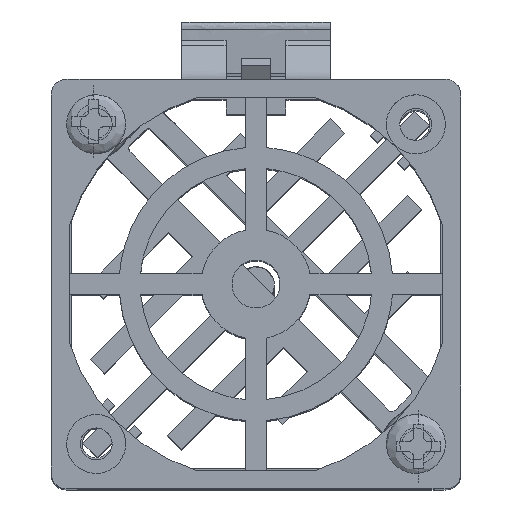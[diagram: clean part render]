
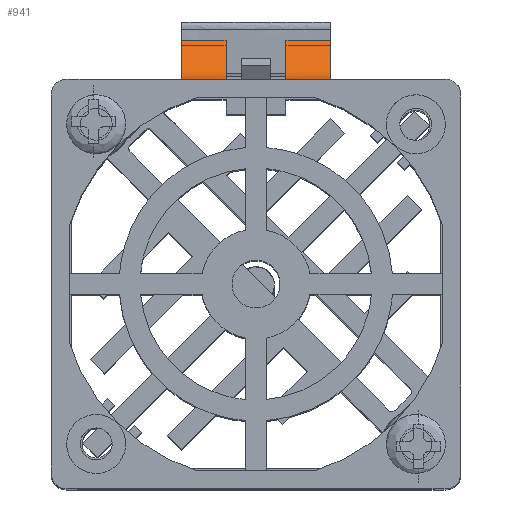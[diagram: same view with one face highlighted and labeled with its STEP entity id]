
A CAD part, top view. The second image highlights one B-rep face of the part: STEP entity #941.
In plain terms, the highlighted free-form (B-spline) face has degree [1, 2] with [2, 9] control points.
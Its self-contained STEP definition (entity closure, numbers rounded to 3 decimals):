
#941=ADVANCED_FACE($,(#1808),#11263,.T.);
#1808=FACE_OUTER_BOUND($,#2729,.T.);
#2729=EDGE_LOOP($,(#6996,#6997,#6998,#6999,#7000,#7001,#7002,#7003));
#6996=ORIENTED_EDGE($,*,*,#9297,.T.);
#6997=ORIENTED_EDGE($,*,*,#9229,.T.);
#6998=ORIENTED_EDGE($,*,*,#9244,.F.);
#6999=ORIENTED_EDGE($,*,*,#9243,.F.);
#7000=ORIENTED_EDGE($,*,*,#9242,.T.);
#7001=ORIENTED_EDGE($,*,*,#9293,.F.);
#7002=ORIENTED_EDGE($,*,*,#9294,.F.);
#7003=ORIENTED_EDGE($,*,*,#9295,.F.);
#9229=EDGE_CURVE($,#10608,#10607,#13674,.T.);
#9242=EDGE_CURVE($,#10617,#10650,#12911,.T.);
#9243=EDGE_CURVE($,#10617,#10618,#13683,.T.);
#9244=EDGE_CURVE($,#10618,#10607,#12912,.T.);
#9293=EDGE_CURVE($,#10652,#10650,#13704,.T.);
#9294=EDGE_CURVE($,#10653,#10652,#12941,.T.);
#9295=EDGE_CURVE($,#10651,#10653,#13705,.T.);
#9297=EDGE_CURVE($,#10651,#10608,#12943,.T.);
#10607=VERTEX_POINT($,#29160);
#10608=VERTEX_POINT($,#29161);
#10617=VERTEX_POINT($,#29170);
#10618=VERTEX_POINT($,#29171);
#10650=VERTEX_POINT($,#29203);
#10651=VERTEX_POINT($,#29204);
#10652=VERTEX_POINT($,#29205);
#10653=VERTEX_POINT($,#29206);
#11263=(
BOUNDED_SURFACE()
B_SPLINE_SURFACE(1,2,((#28995,#28996,#28997,#28998,#28999,#29000,#29001,
#29002,#29003),(#29004,#29005,#29006,#29007,#29008,#29009,#29010,#29011,
#29012)),.UNSPECIFIED.,.F.,.F.,.F.)
B_SPLINE_SURFACE_WITH_KNOTS((2,2),(3,2,2,2,3),(0.,15.),(-80.641,
-69.883,-69.294,-68.705,-64.912),
.UNSPECIFIED.)
GEOMETRIC_REPRESENTATION_ITEM()
RATIONAL_B_SPLINE_SURFACE(((1.,1.,1.,0.831,1.,0.831,
1.,1.,1.),(1.,1.,1.,0.831,1.,0.831,1.,1.,1.)))
REPRESENTATION_ITEM($)
SURFACE()
);
#12911=B_SPLINE_CURVE_WITH_KNOTS($,1,(#28667,#28668),.UNSPECIFIED.,.F.,.F.,
(2,2),(-15.,-10.5),.UNSPECIFIED.);
#12912=B_SPLINE_CURVE_WITH_KNOTS($,1,(#28678,#28679),.UNSPECIFIED.,.F.,.F.,
(2,2),(-15.,0.),.UNSPECIFIED.);
#12941=B_SPLINE_CURVE_WITH_KNOTS($,3,(#28899,#28900,#28901,#28902),.UNSPECIFIED.,
.F.,.F.,(4,4),(-6.,0.),.UNSPECIFIED.);
#12943=B_SPLINE_CURVE_WITH_KNOTS($,1,(#28918,#28919),.UNSPECIFIED.,.F.,.F.,
(2,2),(-4.5,0.),.UNSPECIFIED.);
#13674=(
BOUNDED_CURVE()
B_SPLINE_CURVE(2,(#28614,#28615,#28616,#28617,#28618,#28619,#28620,#28621,
#28622),.UNSPECIFIED.,.F.,.F.)
B_SPLINE_CURVE_WITH_KNOTS((3,2,2,2,3),(64.912,68.705,
69.294,69.883,80.641),.UNSPECIFIED.)
CURVE()
GEOMETRIC_REPRESENTATION_ITEM()
RATIONAL_B_SPLINE_CURVE((1.,1.,1.,0.831,1.,0.831,1.,
1.,1.))
REPRESENTATION_ITEM($)
);
#13683=(
BOUNDED_CURVE()
B_SPLINE_CURVE(2,(#28669,#28670,#28671,#28672,#28673,#28674,#28675,#28676,
#28677),.UNSPECIFIED.,.F.,.F.)
B_SPLINE_CURVE_WITH_KNOTS((3,2,2,2,3),(64.912,68.705,
69.294,69.883,80.641),.UNSPECIFIED.)
CURVE()
GEOMETRIC_REPRESENTATION_ITEM()
RATIONAL_B_SPLINE_CURVE((1.,1.,1.,0.831,1.,0.831,1.,
1.,1.))
REPRESENTATION_ITEM($)
);
#13704=(
BOUNDED_CURVE()
B_SPLINE_CURVE(3,(#28886,#28887,#28888,#28889,#28890,#28891,#28892,#28893,
#28894,#28895,#28896,#28897,#28898),.UNSPECIFIED.,.F.,.F.)
B_SPLINE_CURVE_WITH_KNOTS((4,3,3,3,4),(0.,7.757,9.289,
10.82,14.613),.UNSPECIFIED.)
CURVE()
GEOMETRIC_REPRESENTATION_ITEM()
RATIONAL_B_SPLINE_CURVE((1.,1.,1.,1.,0.888,0.888,1.,
0.888,0.888,1.,1.,1.,1.))
REPRESENTATION_ITEM($)
);
#13705=(
BOUNDED_CURVE()
B_SPLINE_CURVE(3,(#28903,#28904,#28905,#28906,#28907,#28908,#28909,#28910,
#28911,#28912,#28913,#28914,#28915),.UNSPECIFIED.,.F.,.F.)
B_SPLINE_CURVE_WITH_KNOTS((4,3,3,3,4),(0.,3.793,5.324,
6.855,14.613),.UNSPECIFIED.)
CURVE()
GEOMETRIC_REPRESENTATION_ITEM()
RATIONAL_B_SPLINE_CURVE((1.,1.,1.,1.,0.888,0.888,1.,
0.888,0.888,1.,1.,1.,1.))
REPRESENTATION_ITEM($)
);
#28614=CARTESIAN_POINT($,(79.7,47.318,121.474));
#28615=CARTESIAN_POINT($,(79.7,45.866,122.693));
#28616=CARTESIAN_POINT($,(79.7,44.413,123.912));
#28617=CARTESIAN_POINT($,(79.7,43.748,124.471));
#28618=CARTESIAN_POINT($,(79.7,42.977,124.07));
#28619=CARTESIAN_POINT($,(79.7,42.207,123.669));
#28620=CARTESIAN_POINT($,(79.7,42.282,122.803));
#28621=CARTESIAN_POINT($,(79.7,42.751,117.445));
#28622=CARTESIAN_POINT($,(79.7,43.22,112.086));
#28667=CARTESIAN_POINT($,(94.7,47.318,121.474));
#28668=CARTESIAN_POINT($,(90.2,47.318,121.474));
#28669=CARTESIAN_POINT($,(94.7,47.318,121.474));
#28670=CARTESIAN_POINT($,(94.7,45.866,122.693));
#28671=CARTESIAN_POINT($,(94.7,44.413,123.912));
#28672=CARTESIAN_POINT($,(94.7,43.748,124.471));
#28673=CARTESIAN_POINT($,(94.7,42.977,124.07));
#28674=CARTESIAN_POINT($,(94.7,42.207,123.669));
#28675=CARTESIAN_POINT($,(94.7,42.282,122.803));
#28676=CARTESIAN_POINT($,(94.7,42.751,117.445));
#28677=CARTESIAN_POINT($,(94.7,43.22,112.086));
#28678=CARTESIAN_POINT($,(94.7,43.22,112.086));
#28679=CARTESIAN_POINT($,(79.7,43.22,112.086));
#28886=CARTESIAN_POINT($,(90.2,42.958,115.075));
#28887=CARTESIAN_POINT($,(90.2,42.733,117.651));
#28888=CARTESIAN_POINT($,(90.2,42.508,120.227));
#28889=CARTESIAN_POINT($,(90.2,42.282,122.803));
#28890=CARTESIAN_POINT($,(90.2,42.235,123.344));
#28891=CARTESIAN_POINT($,(90.2,42.496,123.819));
#28892=CARTESIAN_POINT($,(90.2,42.977,124.07));
#28893=CARTESIAN_POINT($,(90.2,43.458,124.32));
#28894=CARTESIAN_POINT($,(90.2,43.997,124.261));
#28895=CARTESIAN_POINT($,(90.2,44.413,123.912));
#28896=CARTESIAN_POINT($,(90.2,45.381,123.1));
#28897=CARTESIAN_POINT($,(90.2,46.35,122.287));
#28898=CARTESIAN_POINT($,(90.2,47.318,121.474));
#28899=CARTESIAN_POINT($,(84.2,42.958,115.075));
#28900=CARTESIAN_POINT($,(86.2,42.958,115.075));
#28901=CARTESIAN_POINT($,(88.2,42.958,115.075));
#28902=CARTESIAN_POINT($,(90.2,42.958,115.075));
#28903=CARTESIAN_POINT($,(84.2,47.318,121.474));
#28904=CARTESIAN_POINT($,(84.2,46.35,122.287));
#28905=CARTESIAN_POINT($,(84.2,45.381,123.1));
#28906=CARTESIAN_POINT($,(84.2,44.413,123.912));
#28907=CARTESIAN_POINT($,(84.2,43.997,124.261));
#28908=CARTESIAN_POINT($,(84.2,43.458,124.32));
#28909=CARTESIAN_POINT($,(84.2,42.977,124.07));
#28910=CARTESIAN_POINT($,(84.2,42.496,123.819));
#28911=CARTESIAN_POINT($,(84.2,42.235,123.344));
#28912=CARTESIAN_POINT($,(84.2,42.282,122.803));
#28913=CARTESIAN_POINT($,(84.2,42.508,120.227));
#28914=CARTESIAN_POINT($,(84.2,42.733,117.651));
#28915=CARTESIAN_POINT($,(84.2,42.958,115.075));
#28918=CARTESIAN_POINT($,(84.2,47.318,121.474));
#28919=CARTESIAN_POINT($,(79.7,47.318,121.474));
#28995=CARTESIAN_POINT($,(79.7,43.22,112.086));
#28996=CARTESIAN_POINT($,(79.7,42.751,117.445));
#28997=CARTESIAN_POINT($,(79.7,42.282,122.803));
#28998=CARTESIAN_POINT($,(79.7,42.207,123.669));
#28999=CARTESIAN_POINT($,(79.7,42.977,124.07));
#29000=CARTESIAN_POINT($,(79.7,43.748,124.471));
#29001=CARTESIAN_POINT($,(79.7,44.413,123.912));
#29002=CARTESIAN_POINT($,(79.7,45.866,122.693));
#29003=CARTESIAN_POINT($,(79.7,47.318,121.474));
#29004=CARTESIAN_POINT($,(94.7,43.22,112.086));
#29005=CARTESIAN_POINT($,(94.7,42.751,117.445));
#29006=CARTESIAN_POINT($,(94.7,42.282,122.803));
#29007=CARTESIAN_POINT($,(94.7,42.207,123.669));
#29008=CARTESIAN_POINT($,(94.7,42.977,124.07));
#29009=CARTESIAN_POINT($,(94.7,43.748,124.471));
#29010=CARTESIAN_POINT($,(94.7,44.413,123.912));
#29011=CARTESIAN_POINT($,(94.7,45.866,122.693));
#29012=CARTESIAN_POINT($,(94.7,47.318,121.474));
#29160=CARTESIAN_POINT($,(79.7,43.22,112.086));
#29161=CARTESIAN_POINT($,(79.7,47.318,121.474));
#29170=CARTESIAN_POINT($,(94.7,47.318,121.474));
#29171=CARTESIAN_POINT($,(94.7,43.22,112.086));
#29203=CARTESIAN_POINT($,(90.2,47.318,121.474));
#29204=CARTESIAN_POINT($,(84.2,47.318,121.474));
#29205=CARTESIAN_POINT($,(90.2,42.958,115.075));
#29206=CARTESIAN_POINT($,(84.2,42.958,115.075));
